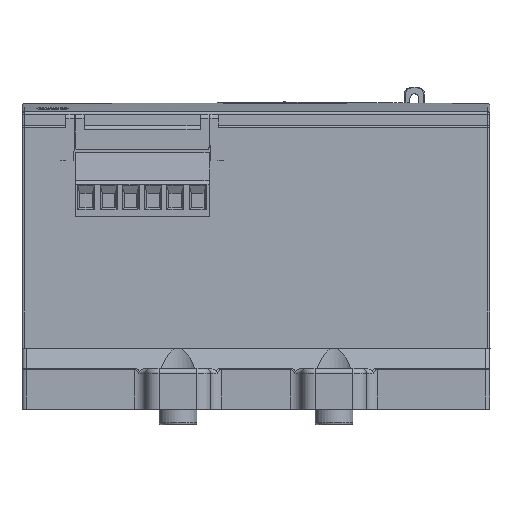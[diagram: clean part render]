
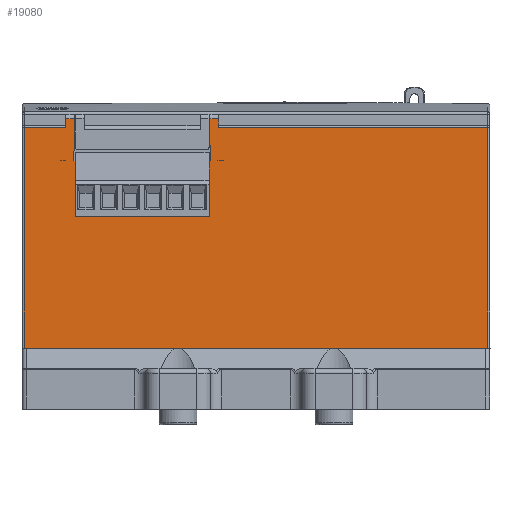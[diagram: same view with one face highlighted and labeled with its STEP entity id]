
A CAD part, front view. The second image highlights one B-rep face of the part: STEP entity #19080.
In plain terms, the highlighted planar face has unit normal (0, -1, 0).
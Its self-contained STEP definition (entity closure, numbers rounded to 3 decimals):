
#19080=ADVANCED_FACE('',(#22524),#21297,.F.);
#21297=PLANE('',#55896);
#22524=FACE_OUTER_BOUND('',#24649,.T.);
#24649=EDGE_LOOP('',(#28879,#28880,#28881,#28882,#28883,#28884,#28885,#28886,
#28887,#28888,#28889,#28890,#28891,#28892,#28893,#28894,#28895,#28896));
#28879=ORIENTED_EDGE('',*,*,#42758,.F.);
#28880=ORIENTED_EDGE('',*,*,#43727,.F.);
#28881=ORIENTED_EDGE('',*,*,#43728,.F.);
#28882=ORIENTED_EDGE('',*,*,#43729,.F.);
#28883=ORIENTED_EDGE('',*,*,#43730,.T.);
#28884=ORIENTED_EDGE('',*,*,#43731,.T.);
#28885=ORIENTED_EDGE('',*,*,#43732,.T.);
#28886=ORIENTED_EDGE('',*,*,#43364,.F.);
#28887=ORIENTED_EDGE('',*,*,#43733,.T.);
#28888=ORIENTED_EDGE('',*,*,#43734,.T.);
#28889=ORIENTED_EDGE('',*,*,#43735,.F.);
#28890=ORIENTED_EDGE('',*,*,#43736,.T.);
#28891=ORIENTED_EDGE('',*,*,#43737,.T.);
#28892=ORIENTED_EDGE('',*,*,#43738,.T.);
#28893=ORIENTED_EDGE('',*,*,#42774,.F.);
#28894=ORIENTED_EDGE('',*,*,#43061,.F.);
#28895=ORIENTED_EDGE('',*,*,#43739,.T.);
#28896=ORIENTED_EDGE('',*,*,#43068,.T.);
#38832=VERTEX_POINT('',#71108);
#38833=VERTEX_POINT('',#71110);
#38840=VERTEX_POINT('',#71125);
#38848=VERTEX_POINT('',#71141);
#39116=VERTEX_POINT('',#71740);
#39121=VERTEX_POINT('',#71752);
#39349=VERTEX_POINT('',#72383);
#39356=VERTEX_POINT('',#72396);
#39590=VERTEX_POINT('',#73153);
#39591=VERTEX_POINT('',#73155);
#39592=VERTEX_POINT('',#73157);
#39593=VERTEX_POINT('',#73159);
#39594=VERTEX_POINT('',#73161);
#39595=VERTEX_POINT('',#73164);
#39596=VERTEX_POINT('',#73166);
#39597=VERTEX_POINT('',#73168);
#39598=VERTEX_POINT('',#73170);
#39599=VERTEX_POINT('',#73172);
#42758=EDGE_CURVE('',#38832,#38833,#48527,.T.);
#42774=EDGE_CURVE('',#38848,#38840,#48543,.T.);
#43061=EDGE_CURVE('',#39116,#38848,#48772,.T.);
#43068=EDGE_CURVE('',#39121,#38833,#48779,.T.);
#43364=EDGE_CURVE('',#39356,#39349,#49002,.T.);
#43727=EDGE_CURVE('',#39590,#38832,#49300,.T.);
#43728=EDGE_CURVE('',#39591,#39590,#49301,.T.);
#43729=EDGE_CURVE('',#39592,#39591,#49302,.T.);
#43730=EDGE_CURVE('',#39592,#39593,#49303,.T.);
#43731=EDGE_CURVE('',#39593,#39594,#49304,.T.);
#43732=EDGE_CURVE('',#39594,#39349,#49305,.T.);
#43733=EDGE_CURVE('',#39356,#39595,#49306,.T.);
#43734=EDGE_CURVE('',#39595,#39596,#49307,.T.);
#43735=EDGE_CURVE('',#39597,#39596,#49308,.T.);
#43736=EDGE_CURVE('',#39597,#39598,#49309,.T.);
#43737=EDGE_CURVE('',#39598,#39599,#49310,.T.);
#43738=EDGE_CURVE('',#39599,#38840,#49311,.T.);
#43739=EDGE_CURVE('',#39116,#39121,#49312,.T.);
#48527=LINE('',#71109,#52030);
#48543=LINE('',#71142,#52046);
#48772=LINE('',#71741,#52275);
#48779=LINE('',#71754,#52282);
#49002=LINE('',#72397,#52505);
#49300=LINE('',#73152,#52803);
#49301=LINE('',#73154,#52804);
#49302=LINE('',#73156,#52805);
#49303=LINE('',#73158,#52806);
#49304=LINE('',#73160,#52807);
#49305=LINE('',#73162,#52808);
#49306=LINE('',#73163,#52809);
#49307=LINE('',#73165,#52810);
#49308=LINE('',#73167,#52811);
#49309=LINE('',#73169,#52812);
#49310=LINE('',#73171,#52813);
#49311=LINE('',#73173,#52814);
#49312=LINE('',#73174,#52815);
#52030=VECTOR('',#59874,1.);
#52046=VECTOR('',#59892,1.);
#52275=VECTOR('',#60283,1.);
#52282=VECTOR('',#60292,1.);
#52505=VECTOR('',#60751,1.);
#52803=VECTOR('',#61361,1.);
#52804=VECTOR('',#61362,1.);
#52805=VECTOR('',#61363,1.);
#52806=VECTOR('',#61364,1.);
#52807=VECTOR('',#61365,1.);
#52808=VECTOR('',#61366,1.);
#52809=VECTOR('',#61367,1.);
#52810=VECTOR('',#61368,1.);
#52811=VECTOR('',#61369,1.);
#52812=VECTOR('',#61370,1.);
#52813=VECTOR('',#61371,1.);
#52814=VECTOR('',#61372,1.);
#52815=VECTOR('',#61373,1.);
#55896=AXIS2_PLACEMENT_3D('',#73175,#61374,#61375);
#59874=DIRECTION('',(1.,0.,0.));
#59892=DIRECTION('',(1.,0.,0.));
#60283=DIRECTION('',(0.,0.,1.));
#60292=DIRECTION('',(0.,0.,1.));
#60751=DIRECTION('',(-1.,0.,0.));
#61361=DIRECTION('',(-0.052,0.,-0.999));
#61362=DIRECTION('',(0.,0.,-1.));
#61363=DIRECTION('',(1.,0.,0.));
#61364=DIRECTION('',(0.,0.,-1.));
#61365=DIRECTION('',(-1.,0.,0.));
#61366=DIRECTION('',(0.,0.,-1.));
#61367=DIRECTION('',(0.,0.,1.));
#61368=DIRECTION('',(-1.,0.,0.));
#61369=DIRECTION('',(0.,0.,-1.));
#61370=DIRECTION('',(-1.,0.,0.));
#61371=DIRECTION('',(0.,0.,-1.));
#61372=DIRECTION('',(0.052,0.,-0.999));
#61373=DIRECTION('',(-1.,0.,0.));
#61374=DIRECTION('',(0.,1.,0.));
#61375=DIRECTION('',(0.,0.,-1.));
#71108=CARTESIAN_POINT('',(2518.707,-83.883,205.731));
#71109=CARTESIAN_POINT('',(2519.113,-83.883,205.731));
#71110=CARTESIAN_POINT('',(2519.063,-83.883,205.731));
#71125=CARTESIAN_POINT('',(2549.518,-83.883,205.731));
#71141=CARTESIAN_POINT('',(2549.163,-83.883,205.731));
#71142=CARTESIAN_POINT('',(2507.153,-83.883,205.731));
#71740=CARTESIAN_POINT('',(2549.163,-83.883,193.231));
#71741=CARTESIAN_POINT('',(2549.163,-83.883,205.731));
#71752=CARTESIAN_POINT('',(2519.063,-83.883,193.231));
#71754=CARTESIAN_POINT('',(2519.063,-83.883,189.731));
#72383=CARTESIAN_POINT('',(2507.653,-83.883,163.731));
#72396=CARTESIAN_POINT('',(2611.653,-83.883,163.731));
#72397=CARTESIAN_POINT('',(2507.153,-83.883,163.731));
#73152=CARTESIAN_POINT('',(2518.707,-83.883,205.731));
#73153=CARTESIAN_POINT('',(2518.933,-83.883,210.031));
#73154=CARTESIAN_POINT('',(2518.933,-83.883,210.031));
#73155=CARTESIAN_POINT('',(2518.933,-83.883,215.231));
#73156=CARTESIAN_POINT('',(2518.813,-83.883,215.231));
#73157=CARTESIAN_POINT('',(2516.933,-83.883,215.231));
#73158=CARTESIAN_POINT('',(2516.933,-83.883,215.731));
#73159=CARTESIAN_POINT('',(2516.933,-83.883,213.231));
#73160=CARTESIAN_POINT('',(2507.653,-83.883,213.231));
#73161=CARTESIAN_POINT('',(2507.653,-83.883,213.231));
#73162=CARTESIAN_POINT('',(2507.653,-83.883,189.731));
#73163=CARTESIAN_POINT('',(2611.653,-83.883,189.731));
#73164=CARTESIAN_POINT('',(2611.653,-83.883,213.231));
#73165=CARTESIAN_POINT('',(2540.913,-83.883,213.231));
#73166=CARTESIAN_POINT('',(2551.293,-83.883,213.231));
#73167=CARTESIAN_POINT('',(2551.293,-83.883,215.731));
#73168=CARTESIAN_POINT('',(2551.293,-83.883,215.231));
#73169=CARTESIAN_POINT('',(2549.413,-83.883,215.231));
#73170=CARTESIAN_POINT('',(2549.293,-83.883,215.231));
#73171=CARTESIAN_POINT('',(2549.293,-83.883,210.031));
#73172=CARTESIAN_POINT('',(2549.293,-83.883,210.031));
#73173=CARTESIAN_POINT('',(2549.518,-83.883,205.731));
#73174=CARTESIAN_POINT('',(2507.153,-83.883,193.231));
#73175=CARTESIAN_POINT('',(2507.153,-83.883,189.731));
